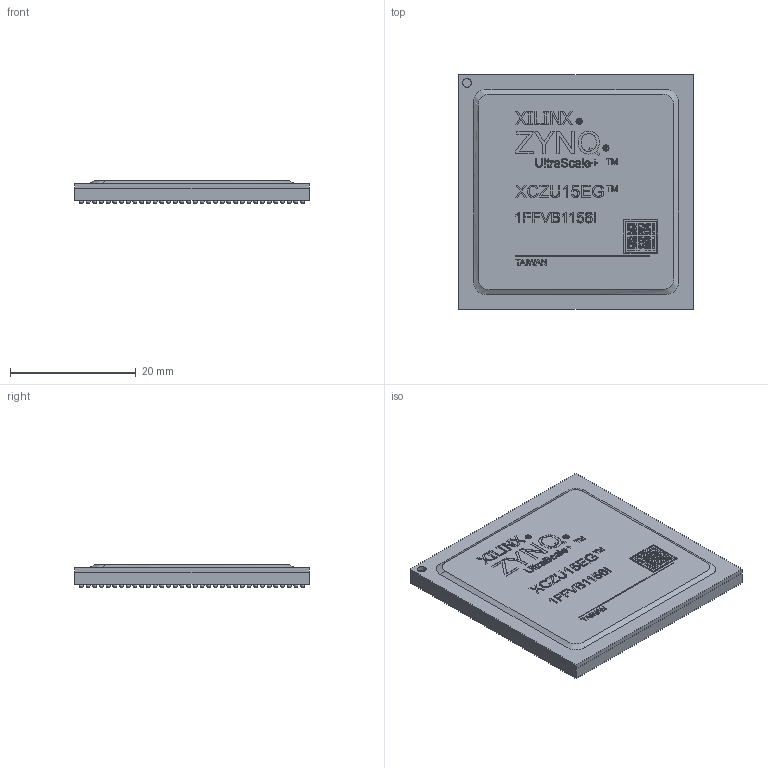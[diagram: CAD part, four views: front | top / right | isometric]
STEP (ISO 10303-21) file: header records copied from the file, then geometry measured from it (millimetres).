
FILE_DESCRIPTION(('FreeCAD Model'),'2;1');
FILE_NAME('Open CASCADE Shape Model','2025-04-28T07:24:07',('FreeCAD'),( 'FreeCAD'),'Open CASCADE STEP processor 7.6','FreeCAD','Unknown');
FILE_SCHEMA(('AUTOMOTIVE_DESIGN { 1 0 10303 214 1 1 1 1 }'));
Products named in the file (1): Open CASCADE STEP translator 7.6 1
Bounding box: 37.39 x 37.39 x 3.71 mm (x, y, z)
Volume: 4353.2 mm3; surface area: 7558.9 mm2
Topology: 1205 solids, 1205 shells, 2533 faces, 7108 edges, 4733 vertices
Faces by surface type: bspline 2533
Entity records: 99987 total; most frequent: CARTESIAN_POINT 70280, ORIENTED_EDGE 7280, EDGE_CURVE 3640, B_SPLINE_CURVE_WITH_KNOTS 3634, VERTEX_POINT 3577, FACE_BOUND 2621, ADVANCED_FACE 2533, EDGE_LOOP 1465
